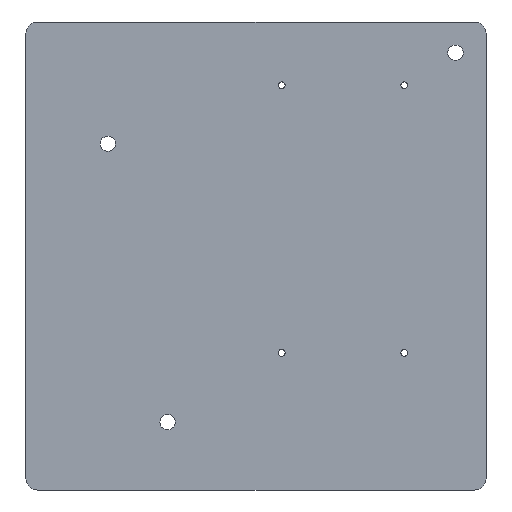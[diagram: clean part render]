
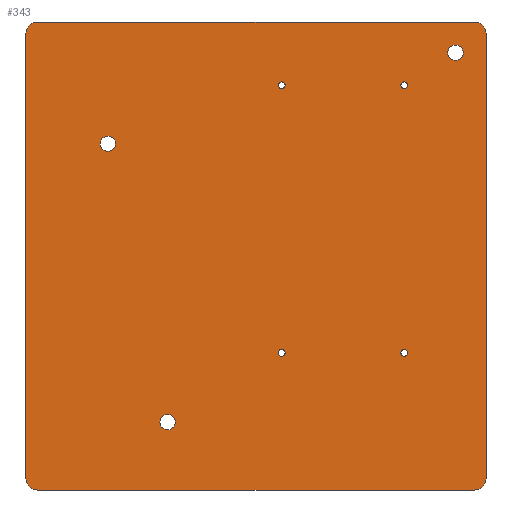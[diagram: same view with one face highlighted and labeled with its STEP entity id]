
A CAD part, left-side view. The second image highlights one B-rep face of the part: STEP entity #343.
In plain terms, the highlighted planar face has unit normal (-1, 0, 0).
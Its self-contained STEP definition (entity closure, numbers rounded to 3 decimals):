
#22=FACE_BOUND('',#76,.T.);
#23=FACE_BOUND('',#77,.T.);
#24=FACE_BOUND('',#78,.T.);
#25=FACE_BOUND('',#79,.T.);
#26=FACE_BOUND('',#80,.T.);
#27=FACE_BOUND('',#81,.T.);
#28=FACE_BOUND('',#82,.T.);
#34=PLANE('',#396);
#51=FACE_OUTER_BOUND('',#75,.T.);
#75=EDGE_LOOP('',(#301,#302,#303,#304,#305,#306,#307,#308));
#76=EDGE_LOOP('',(#309));
#77=EDGE_LOOP('',(#310));
#78=EDGE_LOOP('',(#311));
#79=EDGE_LOOP('',(#312));
#80=EDGE_LOOP('',(#313));
#81=EDGE_LOOP('',(#314));
#82=EDGE_LOOP('',(#315));
#90=LINE('',#546,#113);
#95=LINE('',#560,#118);
#99=LINE('',#572,#122);
#103=LINE('',#584,#126);
#113=VECTOR('',#450,10.);
#118=VECTOR('',#463,10.);
#122=VECTOR('',#475,10.);
#126=VECTOR('',#487,10.);
#130=CIRCLE('',#360,1.397);
#132=CIRCLE('',#363,1.397);
#134=CIRCLE('',#366,1.397);
#136=CIRCLE('',#369,1.397);
#138=CIRCLE('',#372,3.175);
#140=CIRCLE('',#375,3.175);
#142=CIRCLE('',#378,3.175);
#143=CIRCLE('',#381,5.);
#145=CIRCLE('',#385,5.);
#147=CIRCLE('',#389,5.);
#149=CIRCLE('',#393,5.);
#152=VERTEX_POINT('',#504);
#154=VERTEX_POINT('',#510);
#156=VERTEX_POINT('',#516);
#158=VERTEX_POINT('',#522);
#160=VERTEX_POINT('',#528);
#162=VERTEX_POINT('',#534);
#164=VERTEX_POINT('',#540);
#165=VERTEX_POINT('',#544);
#166=VERTEX_POINT('',#545);
#169=VERTEX_POINT('',#553);
#171=VERTEX_POINT('',#559);
#173=VERTEX_POINT('',#565);
#175=VERTEX_POINT('',#571);
#177=VERTEX_POINT('',#577);
#179=VERTEX_POINT('',#583);
#183=EDGE_CURVE('',#152,#152,#130,.T.);
#186=EDGE_CURVE('',#154,#154,#132,.T.);
#189=EDGE_CURVE('',#156,#156,#134,.T.);
#192=EDGE_CURVE('',#158,#158,#136,.T.);
#195=EDGE_CURVE('',#160,#160,#138,.T.);
#198=EDGE_CURVE('',#162,#162,#140,.T.);
#201=EDGE_CURVE('',#164,#164,#142,.T.);
#202=EDGE_CURVE('',#165,#166,#90,.T.);
#206=EDGE_CURVE('',#169,#166,#143,.T.);
#209=EDGE_CURVE('',#169,#171,#95,.T.);
#212=EDGE_CURVE('',#173,#171,#145,.T.);
#215=EDGE_CURVE('',#175,#173,#99,.T.);
#218=EDGE_CURVE('',#177,#175,#147,.T.);
#221=EDGE_CURVE('',#179,#177,#103,.T.);
#224=EDGE_CURVE('',#165,#179,#149,.T.);
#301=ORIENTED_EDGE('',*,*,#224,.F.);
#302=ORIENTED_EDGE('',*,*,#202,.T.);
#303=ORIENTED_EDGE('',*,*,#206,.F.);
#304=ORIENTED_EDGE('',*,*,#209,.T.);
#305=ORIENTED_EDGE('',*,*,#212,.F.);
#306=ORIENTED_EDGE('',*,*,#215,.F.);
#307=ORIENTED_EDGE('',*,*,#218,.F.);
#308=ORIENTED_EDGE('',*,*,#221,.F.);
#309=ORIENTED_EDGE('',*,*,#183,.T.);
#310=ORIENTED_EDGE('',*,*,#186,.T.);
#311=ORIENTED_EDGE('',*,*,#189,.T.);
#312=ORIENTED_EDGE('',*,*,#192,.T.);
#313=ORIENTED_EDGE('',*,*,#195,.T.);
#314=ORIENTED_EDGE('',*,*,#198,.T.);
#315=ORIENTED_EDGE('',*,*,#201,.F.);
#343=ADVANCED_FACE('',(#51,#22,#23,#24,#25,#26,#27,#28),#34,.F.);
#360=AXIS2_PLACEMENT_3D('',#506,#404,#405);
#363=AXIS2_PLACEMENT_3D('',#512,#411,#412);
#366=AXIS2_PLACEMENT_3D('',#518,#418,#419);
#369=AXIS2_PLACEMENT_3D('',#524,#425,#426);
#372=AXIS2_PLACEMENT_3D('',#530,#432,#433);
#375=AXIS2_PLACEMENT_3D('',#536,#439,#440);
#378=AXIS2_PLACEMENT_3D('',#542,#446,#447);
#381=AXIS2_PLACEMENT_3D('',#554,#456,#457);
#385=AXIS2_PLACEMENT_3D('',#566,#468,#469);
#389=AXIS2_PLACEMENT_3D('',#578,#480,#481);
#393=AXIS2_PLACEMENT_3D('',#589,#492,#493);
#396=AXIS2_PLACEMENT_3D('',#592,#498,#499);
#404=DIRECTION('center_axis',(1.,0.,0.));
#405=DIRECTION('ref_axis',(0.,1.,0.));
#411=DIRECTION('center_axis',(1.,0.,0.));
#412=DIRECTION('ref_axis',(0.,1.,0.));
#418=DIRECTION('center_axis',(1.,0.,0.));
#419=DIRECTION('ref_axis',(0.,1.,0.));
#425=DIRECTION('center_axis',(1.,0.,0.));
#426=DIRECTION('ref_axis',(0.,1.,0.));
#432=DIRECTION('center_axis',(1.,0.,0.));
#433=DIRECTION('ref_axis',(0.,1.,0.));
#439=DIRECTION('center_axis',(1.,0.,0.));
#440=DIRECTION('ref_axis',(0.,1.,0.));
#446=DIRECTION('center_axis',(-1.,0.,0.));
#447=DIRECTION('ref_axis',(0.,1.,0.));
#450=DIRECTION('',(0.,1.,0.));
#456=DIRECTION('center_axis',(1.,0.,0.));
#457=DIRECTION('ref_axis',(0.,1.,0.));
#463=DIRECTION('',(0.,0.,-1.));
#468=DIRECTION('center_axis',(1.,0.,0.));
#469=DIRECTION('ref_axis',(0.,0.,-1.));
#475=DIRECTION('',(0.,1.,0.));
#480=DIRECTION('center_axis',(1.,0.,0.));
#481=DIRECTION('ref_axis',(0.,-1.,0.));
#487=DIRECTION('',(0.,0.,-1.));
#492=DIRECTION('center_axis',(1.,0.,0.));
#493=DIRECTION('ref_axis',(0.,0.,1.));
#498=DIRECTION('center_axis',(1.,0.,0.));
#499=DIRECTION('ref_axis',(0.,1.,0.));
#504=CARTESIAN_POINT('',(123.81,55.97,-325.745));
#506=CARTESIAN_POINT('Origin',(123.81,57.367,-325.745));
#510=CARTESIAN_POINT('',(123.81,55.97,-436.514));
#512=CARTESIAN_POINT('Origin',(123.81,57.367,-436.514));
#516=CARTESIAN_POINT('',(123.81,106.67,-325.745));
#518=CARTESIAN_POINT('Origin',(123.81,108.067,-325.745));
#522=CARTESIAN_POINT('',(123.81,106.67,-436.514));
#524=CARTESIAN_POINT('Origin',(123.81,108.067,-436.514));
#528=CARTESIAN_POINT('',(123.81,176.825,-350.));
#530=CARTESIAN_POINT('Origin',(123.81,180.,-350.));
#534=CARTESIAN_POINT('',(123.81,152.092,-465.18));
#536=CARTESIAN_POINT('Origin',(123.81,155.267,-465.18));
#540=CARTESIAN_POINT('',(123.81,32.97,-312.3));
#542=CARTESIAN_POINT('Origin',(123.81,36.145,-312.3));
#544=CARTESIAN_POINT('',(123.81,28.445,-299.6));
#545=CARTESIAN_POINT('',(123.81,208.945,-299.6));
#546=CARTESIAN_POINT('',(123.81,28.445,-299.6));
#553=CARTESIAN_POINT('',(123.81,213.945,-304.6));
#554=CARTESIAN_POINT('Origin',(123.81,208.945,-304.6));
#559=CARTESIAN_POINT('',(123.81,213.945,-488.275));
#560=CARTESIAN_POINT('',(123.81,213.945,-304.6));
#565=CARTESIAN_POINT('',(123.81,208.945,-493.275));
#566=CARTESIAN_POINT('Origin',(123.81,208.945,-488.275));
#571=CARTESIAN_POINT('',(123.81,28.445,-493.275));
#572=CARTESIAN_POINT('',(123.81,28.445,-493.275));
#577=CARTESIAN_POINT('',(123.81,23.445,-488.275));
#578=CARTESIAN_POINT('Origin',(123.81,28.445,-488.275));
#583=CARTESIAN_POINT('',(123.81,23.445,-304.6));
#584=CARTESIAN_POINT('',(123.81,23.445,-304.6));
#589=CARTESIAN_POINT('Origin',(123.81,28.445,-304.6));
#592=CARTESIAN_POINT('Origin',(123.81,118.695,-396.438));
